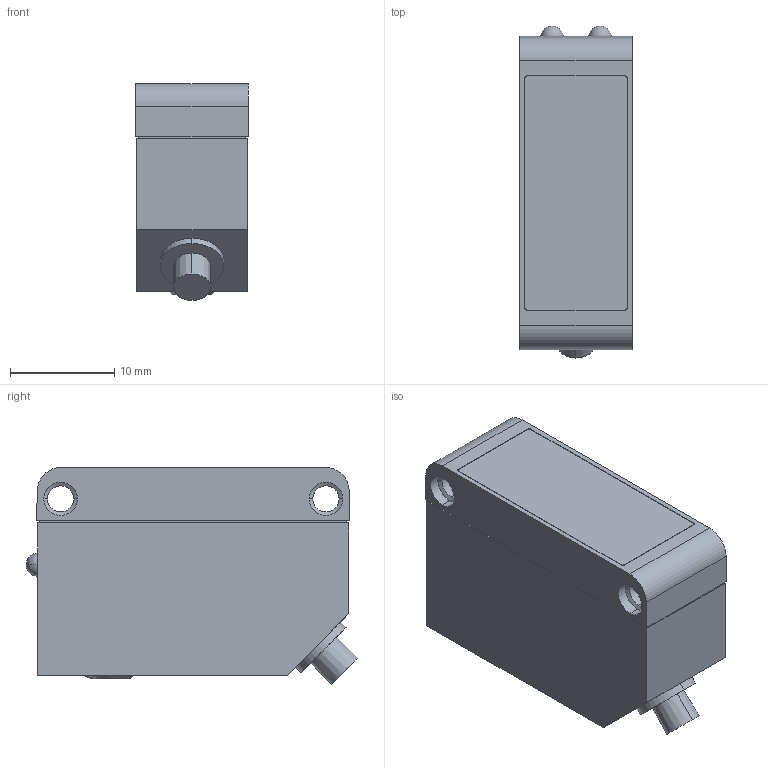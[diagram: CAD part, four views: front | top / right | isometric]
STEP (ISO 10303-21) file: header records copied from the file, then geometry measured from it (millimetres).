
FILE_DESCRIPTION(('Creo Elements/Direct Modeling STEP Export'),'2;1');
FILE_NAME('PD30-bag-trimmer-cable-simpel.stp','2017-01-20T13:01:41',('Palle Edslev '),('EDSLEV A/S'),'Creo Elements/Direct Modeling STEP processor for AP214 (Solid Model)','Creo Elements/Direct Modeling 18.1H 24-Oct-2015 (C) Parametric Technology GmbH','');
FILE_SCHEMA(('AUTOMOTIVE_DESIGN { 1 0 10303 214 1 1 1 1 }'));
Length unit declared in the file: millimetre
Products named in the file (1): PD30-bag-trimmer-cable-simpel
Bounding box: 10.8 x 31.76 x 20.76 mm (x, y, z)
Volume: 6001 mm3; surface area: 2432.7 mm2
Topology: 1 solids, 1 shells, 88 faces, 221 edges, 142 vertices
Faces by surface type: plane 49, cylinder 21, cone 14, sphere 4
Entity records: 2719 total; most frequent: CARTESIAN_POINT 486, ORIENTED_EDGE 434, DIRECTION 393, EDGE_CURVE 217, VERTEX_POINT 142, AXIS2_PLACEMENT_3D 131, VECTOR 131, LINE 131
